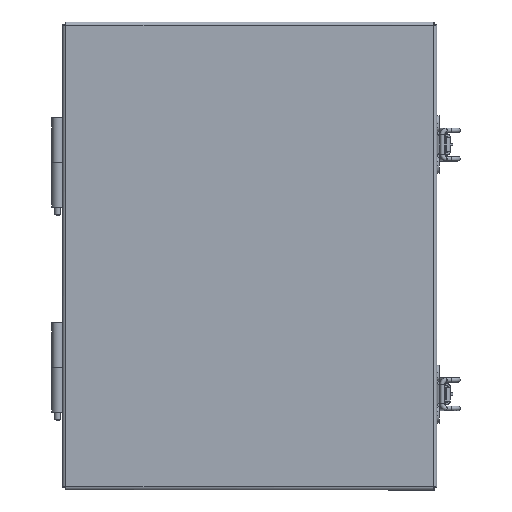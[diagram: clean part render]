
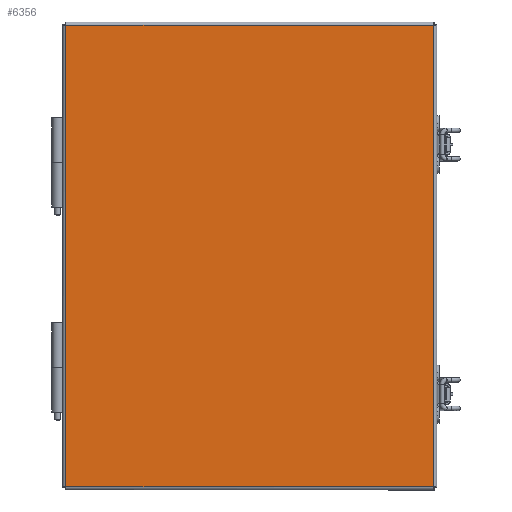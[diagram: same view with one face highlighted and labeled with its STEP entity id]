
A CAD part, top view. The second image highlights one B-rep face of the part: STEP entity #6356.
In plain terms, the highlighted planar face has unit normal (0, 0, 1).
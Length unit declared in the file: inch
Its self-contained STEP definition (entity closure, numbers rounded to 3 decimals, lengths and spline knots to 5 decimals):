
#563=LINE('',#9963,#1165);
#579=LINE('',#10065,#1181);
#594=LINE('',#10165,#1196);
#609=LINE('',#10264,#1211);
#1165=VECTOR('',#7927,12.9375);
#1181=VECTOR('',#7957,10.3125);
#1196=VECTOR('',#7986,12.9375);
#1211=VECTOR('',#8015,10.3125);
#1632=PLANE('',#6816);
#2037=FACE_OUTER_BOUND('',#2477,.T.);
#2477=EDGE_LOOP('',(#5094,#5095,#5096,#5097));
#3082=VERTEX_POINT('',#9954);
#3083=VERTEX_POINT('',#9962);
#3094=VERTEX_POINT('',#10057);
#3104=VERTEX_POINT('',#10157);
#3751=EDGE_CURVE('',#3083,#3082,#563,.T.);
#3771=EDGE_CURVE('',#3082,#3094,#579,.T.);
#3790=EDGE_CURVE('',#3094,#3104,#594,.T.);
#3809=EDGE_CURVE('',#3104,#3083,#609,.T.);
#5094=ORIENTED_EDGE('',*,*,#3751,.T.);
#5095=ORIENTED_EDGE('',*,*,#3771,.T.);
#5096=ORIENTED_EDGE('',*,*,#3790,.T.);
#5097=ORIENTED_EDGE('',*,*,#3809,.T.);
#6356=ADVANCED_FACE('',(#2037),#1632,.T.);
#6816=AXIS2_PLACEMENT_3D('',#10350,#8040,#8041);
#7927=DIRECTION('',(0.,-1.,0.));
#7957=DIRECTION('',(1.,0.,0.));
#7986=DIRECTION('',(0.,1.,0.));
#8015=DIRECTION('',(-1.,0.,0.));
#8040=DIRECTION('center_axis',(0.,0.,1.));
#8041=DIRECTION('ref_axis',(1.,0.,0.));
#9954=CARTESIAN_POINT('',(-5.15625,-6.46875,0.0625));
#9962=CARTESIAN_POINT('',(-5.15625,6.46875,0.0625));
#9963=CARTESIAN_POINT('',(-5.15625,3.23438,0.0625));
#10057=CARTESIAN_POINT('',(5.15625,-6.46875,0.0625));
#10065=CARTESIAN_POINT('',(-2.57813,-6.46875,0.0625));
#10157=CARTESIAN_POINT('',(5.15625,6.46875,0.0625));
#10165=CARTESIAN_POINT('',(5.15625,-3.23438,0.0625));
#10264=CARTESIAN_POINT('',(2.57813,6.46875,0.0625));
#10350=CARTESIAN_POINT('Origin',(0.,0.,
0.0625));
